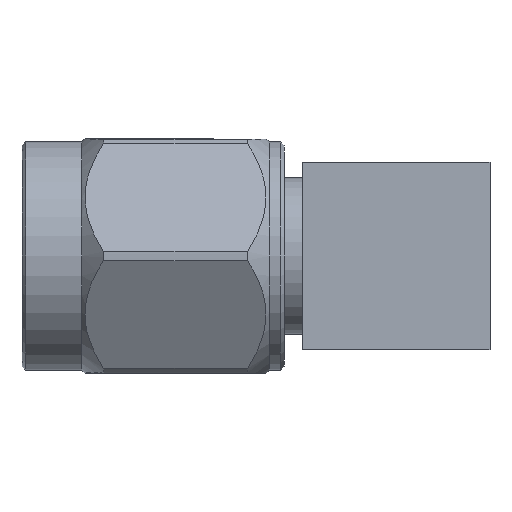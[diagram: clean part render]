
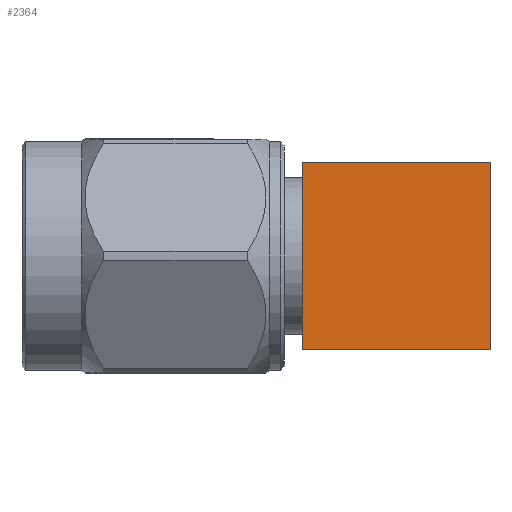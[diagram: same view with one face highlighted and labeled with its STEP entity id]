
A CAD part, left-side view. The second image highlights one B-rep face of the part: STEP entity #2364.
In plain terms, the highlighted planar face has unit normal (-1, 0, 0).
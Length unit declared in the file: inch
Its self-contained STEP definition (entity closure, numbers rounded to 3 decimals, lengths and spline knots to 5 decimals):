
#75 = CARTESIAN_POINT ( 'NONE',  ( -0.125, -0.125, -0.125 ) ) ;
#94 = CARTESIAN_POINT ( 'NONE',  ( -0.125, 0.125, 0.125 ) ) ;
#392 = CARTESIAN_POINT ( 'NONE',  ( -0.125, 0.125, -0.125 ) ) ;
#479 = VECTOR ( 'NONE', #1265, 39.37008 ) ;
#645 = VERTEX_POINT ( 'NONE', #4478 ) ;
#805 = LINE ( 'NONE', #1286, #3922 ) ;
#824 = CARTESIAN_POINT ( 'NONE',  ( -0.125, -0.125, 0.125 ) ) ;
#838 = DIRECTION ( 'NONE',  ( 0., 0., -1. ) ) ;
#882 = ORIENTED_EDGE ( 'NONE', *, *, #3802, .F. ) ;
#1078 = DIRECTION ( 'NONE',  ( 1., 0., 0. ) ) ;
#1100 = FACE_OUTER_BOUND ( 'NONE', #2366, .T. ) ;
#1265 = DIRECTION ( 'NONE',  ( 0., -1., 0. ) ) ;
#1286 = CARTESIAN_POINT ( 'NONE',  ( -0.125, -0.125, 0.125 ) ) ;
#1471 = ORIENTED_EDGE ( 'NONE', *, *, #1526, .F. ) ;
#1526 = EDGE_CURVE ( 'NONE', #3030, #645, #805, .T. ) ;
#1619 = CARTESIAN_POINT ( 'NONE',  ( -0.125, 0.125, 0.125 ) ) ;
#2008 = DIRECTION ( 'NONE',  ( 0., 0., -1. ) ) ;
#2160 = VECTOR ( 'NONE', #2008, 39.37008 ) ;
#2240 = EDGE_CURVE ( 'NONE', #2296, #4917, #2554, .T. ) ;
#2296 = VERTEX_POINT ( 'NONE', #94 ) ;
#2364 = ADVANCED_FACE ( 'NONE', ( #1100 ), #3465, .F. ) ;
#2366 = EDGE_LOOP ( 'NONE', ( #2936, #1471, #882, #4423 ) ) ;
#2554 = LINE ( 'NONE', #1619, #2160 ) ;
#2633 = DIRECTION ( 'NONE',  ( 0., -1., 0. ) ) ;
#2833 = VECTOR ( 'NONE', #2633, 39.37008 ) ;
#2936 = ORIENTED_EDGE ( 'NONE', *, *, #4578, .T. ) ;
#3030 = VERTEX_POINT ( 'NONE', #824 ) ;
#3087 = LINE ( 'NONE', #4931, #2833 ) ;
#3465 = PLANE ( 'NONE',  #4773 ) ;
#3543 = DIRECTION ( 'NONE',  ( 0., 0., -1. ) ) ;
#3802 = EDGE_CURVE ( 'NONE', #2296, #3030, #3087, .T. ) ;
#3922 = VECTOR ( 'NONE', #838, 39.37008 ) ;
#4423 = ORIENTED_EDGE ( 'NONE', *, *, #2240, .T. ) ;
#4478 = CARTESIAN_POINT ( 'NONE',  ( -0.125, -0.125, -0.125 ) ) ;
#4495 = CARTESIAN_POINT ( 'NONE',  ( -0.125, -0.125, 0.125 ) ) ;
#4578 = EDGE_CURVE ( 'NONE', #4917, #645, #4637, .T. ) ;
#4637 = LINE ( 'NONE', #75, #479 ) ;
#4773 = AXIS2_PLACEMENT_3D ( 'NONE', #4495, #1078, #3543 ) ;
#4917 = VERTEX_POINT ( 'NONE', #392 ) ;
#4931 = CARTESIAN_POINT ( 'NONE',  ( -0.125, -0.125, 0.125 ) ) ;
